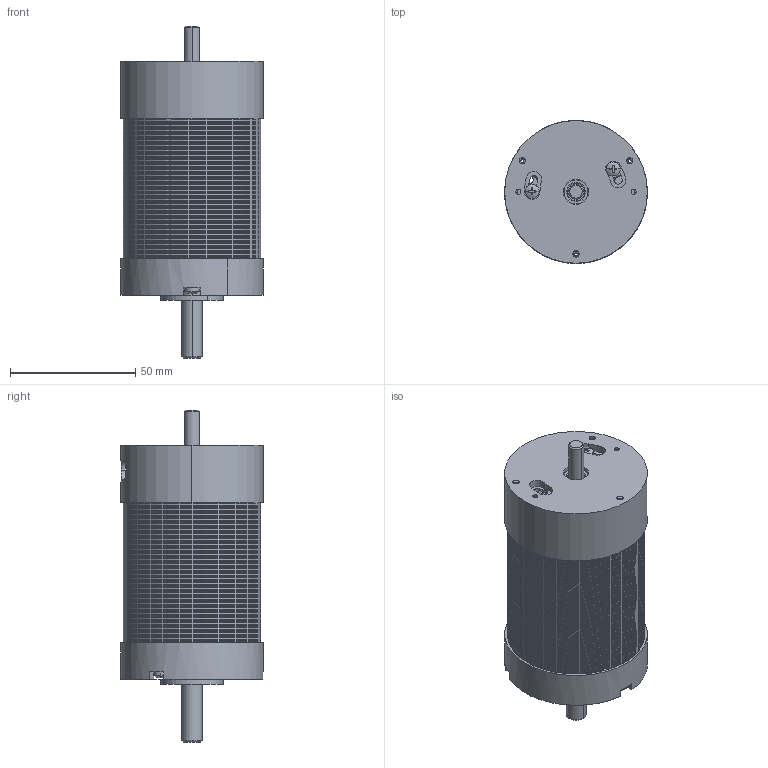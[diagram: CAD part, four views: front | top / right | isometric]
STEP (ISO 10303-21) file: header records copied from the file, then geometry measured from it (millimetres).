
FILE_DESCRIPTION((''),'2;1');
FILE_NAME('0000038707_SW0001','2016-10-12T',('wujiahao'),(''),'CREO PARAMETRIC BY PTC INC, 2015200','CREO PARAMETRIC BY PTC INC, 2015200','');
FILE_SCHEMA(('CONFIG_CONTROL_DESIGN'));
Products named in the file (1): 0000038707_SW0001
Bounding box: 57 x 57 x 132.6 mm (x, y, z)
Surface area: 66062.2 mm2 (no closed solid volume)
Topology: 0 solids, 1632 shells, 5825 faces, 20679 edges, 16341 vertices
Faces by surface type: cylinder 3600, plane 2182, torus 19, cone 14, sphere 10
Entity records: 216748 total; most frequent: CARTESIAN_POINT 43427, DIRECTION 39981, ORIENTED_EDGE 25478, EDGE_CURVE 20679, VERTEX_POINT 16341, AXIS2_PLACEMENT_3D 13531, VECTOR 12919, LINE 12919
